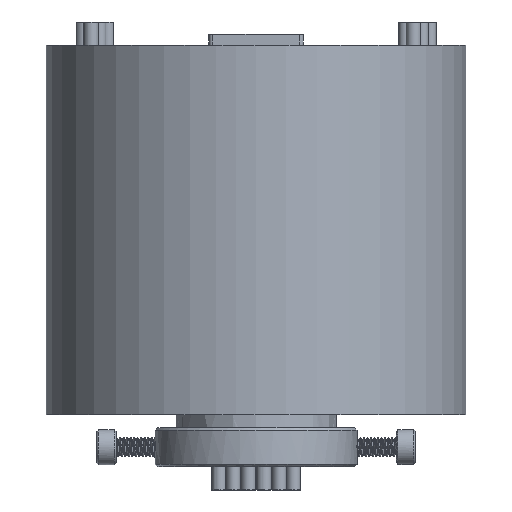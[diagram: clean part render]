
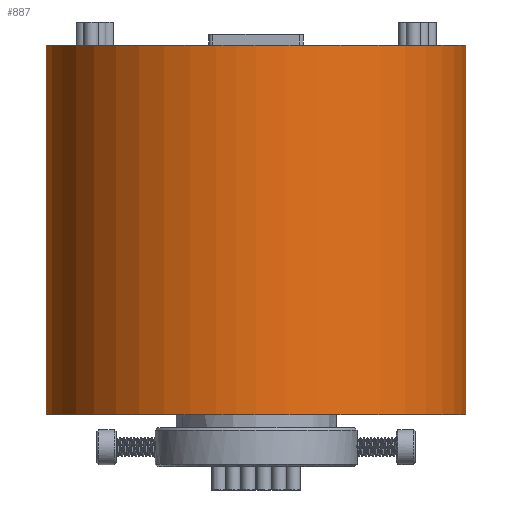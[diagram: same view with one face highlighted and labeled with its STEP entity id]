
A CAD part, left-side view. The second image highlights one B-rep face of the part: STEP entity #887.
In plain terms, the highlighted free-form (B-spline) face has degree [2, 1] with [9, 2] control points.
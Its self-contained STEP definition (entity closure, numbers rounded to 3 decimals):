
#803 = EDGE_CURVE('',#804,#804,#806,.T.);
#804 = VERTEX_POINT('',#805);
#805 = CARTESIAN_POINT('',(-23.479,0.,
    0.));
#806 = ( BOUNDED_CURVE() B_SPLINE_CURVE(2,(#807,#808,#809,#810,#811,#812
,#813),.UNSPECIFIED.,.T.,.F.) B_SPLINE_CURVE_WITH_KNOTS((3,2,2,3),(
    3.142,5.236,7.33,9.425),
.PIECEWISE_BEZIER_KNOTS.) CURVE() GEOMETRIC_REPRESENTATION_ITEM() 
RATIONAL_B_SPLINE_CURVE((1.,0.5,1.,0.5,1.,0.5,1.)) REPRESENTATION_ITEM(
  '') );
#807 = CARTESIAN_POINT('',(-23.479,0.,
    0.));
#808 = CARTESIAN_POINT('',(-23.479,-40.667,
    0.));
#809 = CARTESIAN_POINT('',(11.739,-20.333,
    0.));
#810 = CARTESIAN_POINT('',(46.958,0.,
    0.));
#811 = CARTESIAN_POINT('',(11.739,20.333,
    0.));
#812 = CARTESIAN_POINT('',(-23.479,40.667,
    0.));
#813 = CARTESIAN_POINT('',(-23.479,0.,
    0.));
#868 = EDGE_CURVE('',#869,#869,#871,.T.);
#869 = VERTEX_POINT('',#870);
#870 = CARTESIAN_POINT('',(-23.479,0.,
    41.305));
#871 = ( BOUNDED_CURVE() B_SPLINE_CURVE(2,(#872,#873,#874,#875,#876,#877
,#878),.UNSPECIFIED.,.T.,.F.) B_SPLINE_CURVE_WITH_KNOTS((3,2,2,3),(
    3.142,5.236,7.33,9.425),
.PIECEWISE_BEZIER_KNOTS.) CURVE() GEOMETRIC_REPRESENTATION_ITEM() 
RATIONAL_B_SPLINE_CURVE((1.,0.5,1.,0.5,1.,0.5,1.)) REPRESENTATION_ITEM(
  '') );
#872 = CARTESIAN_POINT('',(-23.479,0.,
    41.305));
#873 = CARTESIAN_POINT('',(-23.479,-40.667,
    41.305));
#874 = CARTESIAN_POINT('',(11.739,-20.333,
    41.305));
#875 = CARTESIAN_POINT('',(46.958,0.,
    41.305));
#876 = CARTESIAN_POINT('',(11.739,20.333,
    41.305));
#877 = CARTESIAN_POINT('',(-23.479,40.667,
    41.305));
#878 = CARTESIAN_POINT('',(-23.479,0.,
    41.305));
#887 = ADVANCED_FACE('',(#888),#898,.T.);
#888 = FACE_BOUND('',#889,.T.);
#889 = EDGE_LOOP('',(#890,#891,#896,#897));
#890 = ORIENTED_EDGE('',*,*,#868,.F.);
#891 = ORIENTED_EDGE('',*,*,#892,.T.);
#892 = EDGE_CURVE('',#869,#804,#893,.T.);
#893 = B_SPLINE_CURVE_WITH_KNOTS('',1,(#894,#895),.UNSPECIFIED.,.F.,.F.,
  (2,2),(-23.75,23.75),.PIECEWISE_BEZIER_KNOTS.);
#894 = CARTESIAN_POINT('',(-23.479,0.,
    41.305));
#895 = CARTESIAN_POINT('',(-23.479,0.,
    0.));
#896 = ORIENTED_EDGE('',*,*,#803,.T.);
#897 = ORIENTED_EDGE('',*,*,#892,.F.);
#898 = ( BOUNDED_SURFACE() B_SPLINE_SURFACE(2,1,(
    (#899,#900)
    ,(#901,#902)
    ,(#903,#904)
    ,(#905,#906)
    ,(#907,#908)
    ,(#909,#910)
    ,(#911,#912)
    ,(#913,#914)
,(#915,#916
    )),.UNSPECIFIED.,.T.,.F.,.F.) B_SPLINE_SURFACE_WITH_KNOTS((3,2,2,2,3
    ),(2,2),(-3.142,-2.094,0.,2.094,
    3.142),(-23.75,23.75),.UNSPECIFIED.) 
GEOMETRIC_REPRESENTATION_ITEM() RATIONAL_B_SPLINE_SURFACE((
    (0.75,0.75)
    ,(0.75,0.75)
    ,(1.,1.)
    ,(0.5,0.5)
    ,(1.,1.)
    ,(0.5,0.5)
    ,(1.,1.)
    ,(0.75,0.75)
,(0.75,0.75))) REPRESENTATION_ITEM('') SURFACE() );
#899 = CARTESIAN_POINT('',(-23.479,0.,0.));
#900 = CARTESIAN_POINT('',(-23.479,0.,41.305));
#901 = CARTESIAN_POINT('',(-23.479,-13.556,
    0.));
#902 = CARTESIAN_POINT('',(-23.479,-13.556,
    41.305));
#903 = CARTESIAN_POINT('',(-11.739,-20.333,
    0.));
#904 = CARTESIAN_POINT('',(-11.739,-20.333,
    41.305));
#905 = CARTESIAN_POINT('',(23.479,-40.667,
    0.));
#906 = CARTESIAN_POINT('',(23.479,-40.667,
    41.305));
#907 = CARTESIAN_POINT('',(23.479,0.,0.));
#908 = CARTESIAN_POINT('',(23.479,0.,41.305));
#909 = CARTESIAN_POINT('',(23.479,40.667,
    0.));
#910 = CARTESIAN_POINT('',(23.479,40.667,
    41.305));
#911 = CARTESIAN_POINT('',(-11.739,20.333,
    0.));
#912 = CARTESIAN_POINT('',(-11.739,20.333,
    41.305));
#913 = CARTESIAN_POINT('',(-23.479,13.556,
    0.));
#914 = CARTESIAN_POINT('',(-23.479,13.556,
    41.305));
#915 = CARTESIAN_POINT('',(-23.479,0.,0.));
#916 = CARTESIAN_POINT('',(-23.479,0.,41.305));
